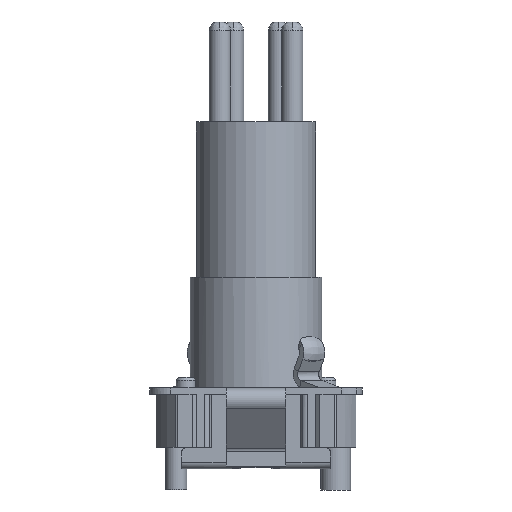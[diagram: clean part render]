
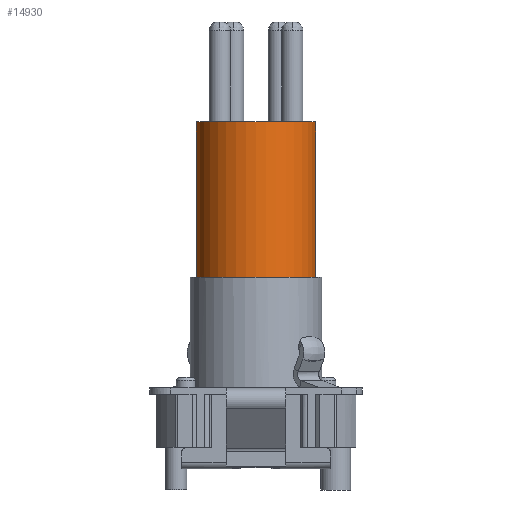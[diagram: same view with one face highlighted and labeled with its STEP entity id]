
A CAD part, front view. The second image highlights one B-rep face of the part: STEP entity #14930.
In plain terms, the highlighted cylindrical face has radius 2.8 mm (diameter 5.6 mm), a partial arc.
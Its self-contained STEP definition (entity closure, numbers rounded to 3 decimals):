
#14323=AXIS2_PLACEMENT_3D('Circle Axis2P3D',#14321,#14322,$) ;
#14900=AXIS2_PLACEMENT_3D('Circle Axis2P3D',#14898,#14899,$) ;
#14912=AXIS2_PLACEMENT_3D('Cylinder Axis2P3D',#14909,#14910,#14911) ;
#14316=CARTESIAN_POINT('Vertex',(2.2,6.053,17.3)) ;
#14318=CARTESIAN_POINT('Vertex',(7.8,6.053,17.3)) ;
#14321=CARTESIAN_POINT('Axis2P3D Location',(5.,6.053,17.3)) ;
#14893=CARTESIAN_POINT('Vertex',(7.8,6.053,10.)) ;
#14895=CARTESIAN_POINT('Vertex',(2.2,6.053,10.)) ;
#14898=CARTESIAN_POINT('Axis2P3D Location',(5.,6.053,10.)) ;
#14909=CARTESIAN_POINT('Axis2P3D Location',(5.,6.053,9.8)) ;
#14914=CARTESIAN_POINT('Line Origine',(7.8,6.053,9.8)) ;
#14919=CARTESIAN_POINT('Line Origine',(2.2,6.053,9.8)) ;
#14322=DIRECTION('Axis2P3D Direction',(0.,0.,-1.)) ;
#14899=DIRECTION('Axis2P3D Direction',(0.,0.,1.)) ;
#14910=DIRECTION('Axis2P3D Direction',(0.,0.,1.)) ;
#14911=DIRECTION('Axis2P3D XDirection',(-1.,0.,0.)) ;
#14915=DIRECTION('Vector Direction',(0.,0.,1.)) ;
#14920=DIRECTION('Vector Direction',(0.,0.,1.)) ;
#14916=VECTOR('Line Direction',#14915,1.) ;
#14921=VECTOR('Line Direction',#14920,1.) ;
#14925=ORIENTED_EDGE('',*,*,#14918,.T.) ;
#14926=ORIENTED_EDGE('',*,*,#14325,.T.) ;
#14927=ORIENTED_EDGE('',*,*,#14923,.T.) ;
#14928=ORIENTED_EDGE('',*,*,#14902,.T.) ;
#14930=ADVANCED_FACE('V1',(#14929),#14913,.T.) ;
#14324=CIRCLE('generated circle',#14323,2.8) ;
#14901=CIRCLE('generated circle',#14900,2.8) ;
#14913=CYLINDRICAL_SURFACE('generated cylinder',#14912,2.8) ;
#14325=EDGE_CURVE('',#14319,#14317,#14324,.T.) ;
#14902=EDGE_CURVE('',#14896,#14894,#14901,.T.) ;
#14918=EDGE_CURVE('',#14894,#14319,#14917,.T.) ;
#14923=EDGE_CURVE('',#14317,#14896,#14922,.F.) ;
#14924=EDGE_LOOP('',(#14925,#14926,#14927,#14928)) ;
#14929=FACE_OUTER_BOUND('',#14924,.T.) ;
#14917=LINE('Line',#14914,#14916) ;
#14922=LINE('Line',#14919,#14921) ;
#14317=VERTEX_POINT('',#14316) ;
#14319=VERTEX_POINT('',#14318) ;
#14894=VERTEX_POINT('',#14893) ;
#14896=VERTEX_POINT('',#14895) ;
